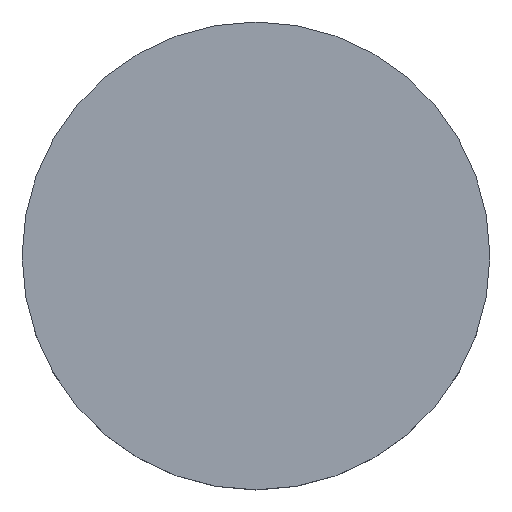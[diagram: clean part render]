
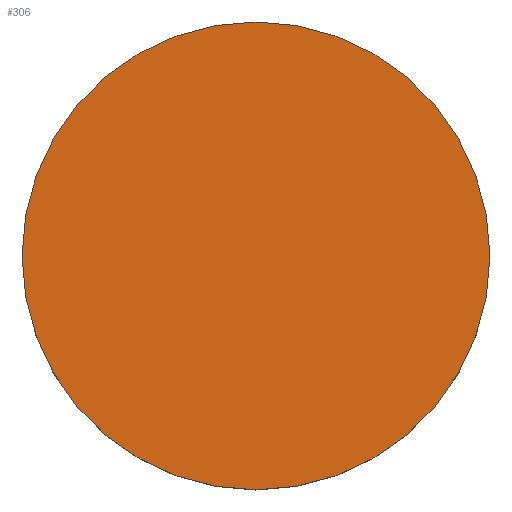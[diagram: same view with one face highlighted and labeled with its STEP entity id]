
A CAD part, top view. The second image highlights one B-rep face of the part: STEP entity #306.
In plain terms, the highlighted planar face has unit normal (0, 0, 1).
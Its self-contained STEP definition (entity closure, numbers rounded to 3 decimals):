
#7 = DIRECTION ( 'NONE',  ( 0., 0., 1. ) ) ;
#28 = VERTEX_POINT ( 'NONE', #238 ) ;
#50 = ORIENTED_EDGE ( 'NONE', *, *, #112, .T. ) ;
#109 = FACE_OUTER_BOUND ( 'NONE', #521, .T. ) ;
#112 = EDGE_CURVE ( 'NONE', #28, #356, #170, .T. ) ;
#170 = CIRCLE ( 'NONE', #281, 2.375 ) ;
#175 = EDGE_CURVE ( 'NONE', #356, #28, #480, .T. ) ;
#186 = DIRECTION ( 'NONE',  ( 0., 0., 1. ) ) ;
#222 = PLANE ( 'NONE',  #333 ) ;
#238 = CARTESIAN_POINT ( 'NONE',  ( -2.375, 0., 0.8 ) ) ;
#258 = DIRECTION ( 'NONE',  ( 1., 0., 0. ) ) ;
#265 = CARTESIAN_POINT ( 'NONE',  ( 2.375, 0., 0.8 ) ) ;
#275 = CARTESIAN_POINT ( 'NONE',  ( 0., 0., 0.8 ) ) ;
#281 = AXIS2_PLACEMENT_3D ( 'NONE', #392, #340, #258 ) ;
#304 = AXIS2_PLACEMENT_3D ( 'NONE', #516, #7, #474 ) ;
#306 = ADVANCED_FACE ( 'NONE', ( #109 ), #222, .T. ) ;
#333 = AXIS2_PLACEMENT_3D ( 'NONE', #275, #186, #529 ) ;
#340 = DIRECTION ( 'NONE',  ( 0., 0., 1. ) ) ;
#356 = VERTEX_POINT ( 'NONE', #265 ) ;
#392 = CARTESIAN_POINT ( 'NONE',  ( 0., 0., 0.8 ) ) ;
#462 = ORIENTED_EDGE ( 'NONE', *, *, #175, .T. ) ;
#474 = DIRECTION ( 'NONE',  ( 1., 0., 0. ) ) ;
#480 = CIRCLE ( 'NONE', #304, 2.375 ) ;
#516 = CARTESIAN_POINT ( 'NONE',  ( 0., 0., 0.8 ) ) ;
#521 = EDGE_LOOP ( 'NONE', ( #50, #462 ) ) ;
#529 = DIRECTION ( 'NONE',  ( 1., 0., 0. ) ) ;
